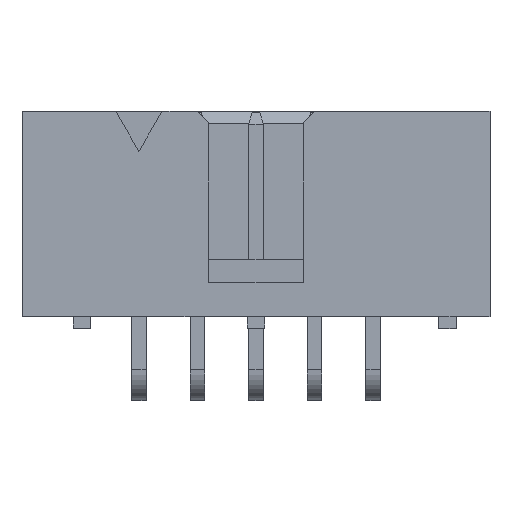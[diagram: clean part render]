
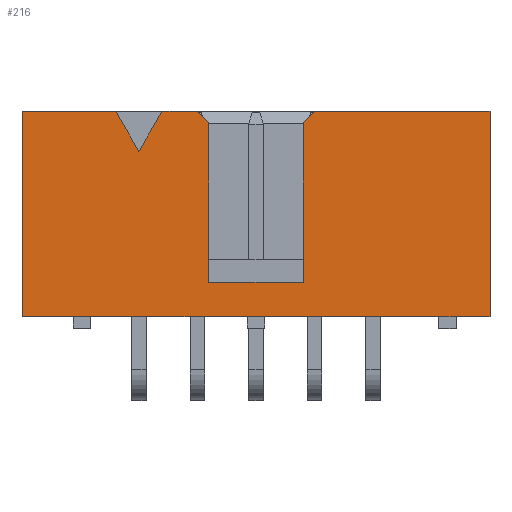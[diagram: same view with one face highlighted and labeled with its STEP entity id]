
A CAD part, top view. The second image highlights one B-rep face of the part: STEP entity #216.
In plain terms, the highlighted planar face has unit normal (0, 0, 1).
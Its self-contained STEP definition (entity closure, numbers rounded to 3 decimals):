
#36 = EDGE_CURVE('',#37,#39,#41,.T.);
#37 = VERTEX_POINT('',#38);
#38 = CARTESIAN_POINT('',(2.55,8.9,8.9));
#39 = VERTEX_POINT('',#40);
#40 = CARTESIAN_POINT('',(10.15,8.9,8.9));
#41 = LINE('',#42,#43);
#42 = CARTESIAN_POINT('',(-10.15,8.9,8.9));
#43 = VECTOR('',#44,1.);
#44 = DIRECTION('',(1.,0.,0.));
#111 = VERTEX_POINT('',#112);
#112 = CARTESIAN_POINT('',(-10.15,8.9,8.9));
#118 = EDGE_CURVE('',#111,#119,#121,.T.);
#119 = VERTEX_POINT('',#120);
#120 = CARTESIAN_POINT('',(-6.08,8.9,8.9));
#121 = LINE('',#122,#123);
#122 = CARTESIAN_POINT('',(-10.15,8.9,8.9));
#123 = VECTOR('',#124,1.);
#124 = DIRECTION('',(1.,0.,0.));
#143 = VERTEX_POINT('',#144);
#144 = CARTESIAN_POINT('',(-4.08,8.9,8.9));
#150 = EDGE_CURVE('',#143,#151,#153,.T.);
#151 = VERTEX_POINT('',#152);
#152 = CARTESIAN_POINT('',(-2.55,8.9,8.9));
#153 = LINE('',#154,#155);
#154 = CARTESIAN_POINT('',(-10.15,8.9,8.9));
#155 = VECTOR('',#156,1.);
#156 = DIRECTION('',(1.,0.,0.));
#216 = ADVANCED_FACE('',(#217),#344,.F.);
#217 = FACE_BOUND('',#218,.F.);
#218 = EDGE_LOOP('',(#219,#220,#228,#236,#244,#252,#260,#268,#276,#284,
    #290,#291,#299,#305,#306,#314,#322,#330,#338));
#219 = ORIENTED_EDGE('',*,*,#36,.T.);
#220 = ORIENTED_EDGE('',*,*,#221,.T.);
#221 = EDGE_CURVE('',#39,#222,#224,.T.);
#222 = VERTEX_POINT('',#223);
#223 = CARTESIAN_POINT('',(10.15,0.,8.9));
#224 = LINE('',#225,#226);
#225 = CARTESIAN_POINT('',(10.15,8.9,8.9));
#226 = VECTOR('',#227,1.);
#227 = DIRECTION('',(0.,-1.,0.));
#228 = ORIENTED_EDGE('',*,*,#229,.T.);
#229 = EDGE_CURVE('',#222,#230,#232,.T.);
#230 = VERTEX_POINT('',#231);
#231 = CARTESIAN_POINT('',(8.68,0.,8.9));
#232 = LINE('',#233,#234);
#233 = CARTESIAN_POINT('',(10.15,0.,8.9));
#234 = VECTOR('',#235,1.);
#235 = DIRECTION('',(-1.,0.,0.));
#236 = ORIENTED_EDGE('',*,*,#237,.T.);
#237 = EDGE_CURVE('',#230,#238,#240,.T.);
#238 = VERTEX_POINT('',#239);
#239 = CARTESIAN_POINT('',(7.93,0.,8.9));
#240 = LINE('',#241,#242);
#241 = CARTESIAN_POINT('',(10.15,0.,8.9));
#242 = VECTOR('',#243,1.);
#243 = DIRECTION('',(-1.,0.,0.));
#244 = ORIENTED_EDGE('',*,*,#245,.T.);
#245 = EDGE_CURVE('',#238,#246,#248,.T.);
#246 = VERTEX_POINT('',#247);
#247 = CARTESIAN_POINT('',(0.375,0.,8.9));
#248 = LINE('',#249,#250);
#249 = CARTESIAN_POINT('',(10.15,0.,8.9));
#250 = VECTOR('',#251,1.);
#251 = DIRECTION('',(-1.,0.,0.));
#252 = ORIENTED_EDGE('',*,*,#253,.T.);
#253 = EDGE_CURVE('',#246,#254,#256,.T.);
#254 = VERTEX_POINT('',#255);
#255 = CARTESIAN_POINT('',(-0.375,0.,8.9));
#256 = LINE('',#257,#258);
#257 = CARTESIAN_POINT('',(10.15,0.,8.9));
#258 = VECTOR('',#259,1.);
#259 = DIRECTION('',(-1.,0.,0.));
#260 = ORIENTED_EDGE('',*,*,#261,.T.);
#261 = EDGE_CURVE('',#254,#262,#264,.T.);
#262 = VERTEX_POINT('',#263);
#263 = CARTESIAN_POINT('',(-7.18,0.,8.9));
#264 = LINE('',#265,#266);
#265 = CARTESIAN_POINT('',(10.15,0.,8.9));
#266 = VECTOR('',#267,1.);
#267 = DIRECTION('',(-1.,0.,0.));
#268 = ORIENTED_EDGE('',*,*,#269,.T.);
#269 = EDGE_CURVE('',#262,#270,#272,.T.);
#270 = VERTEX_POINT('',#271);
#271 = CARTESIAN_POINT('',(-7.93,0.,8.9));
#272 = LINE('',#273,#274);
#273 = CARTESIAN_POINT('',(10.15,0.,8.9));
#274 = VECTOR('',#275,1.);
#275 = DIRECTION('',(-1.,0.,0.));
#276 = ORIENTED_EDGE('',*,*,#277,.T.);
#277 = EDGE_CURVE('',#270,#278,#280,.T.);
#278 = VERTEX_POINT('',#279);
#279 = CARTESIAN_POINT('',(-10.15,0.,8.9));
#280 = LINE('',#281,#282);
#281 = CARTESIAN_POINT('',(10.15,0.,8.9));
#282 = VECTOR('',#283,1.);
#283 = DIRECTION('',(-1.,0.,0.));
#284 = ORIENTED_EDGE('',*,*,#285,.T.);
#285 = EDGE_CURVE('',#278,#111,#286,.T.);
#286 = LINE('',#287,#288);
#287 = CARTESIAN_POINT('',(-10.15,0.,8.9));
#288 = VECTOR('',#289,1.);
#289 = DIRECTION('',(0.,1.,0.));
#290 = ORIENTED_EDGE('',*,*,#118,.T.);
#291 = ORIENTED_EDGE('',*,*,#292,.F.);
#292 = EDGE_CURVE('',#293,#119,#295,.T.);
#293 = VERTEX_POINT('',#294);
#294 = CARTESIAN_POINT('',(-5.08,7.168,8.9));
#295 = LINE('',#296,#297);
#296 = CARTESIAN_POINT('',(-5.08,7.168,8.9));
#297 = VECTOR('',#298,1.);
#298 = DIRECTION('',(-0.5,0.866,0.));
#299 = ORIENTED_EDGE('',*,*,#300,.F.);
#300 = EDGE_CURVE('',#143,#293,#301,.T.);
#301 = LINE('',#302,#303);
#302 = CARTESIAN_POINT('',(-4.08,8.9,8.9));
#303 = VECTOR('',#304,1.);
#304 = DIRECTION('',(-0.5,-0.866,0.));
#305 = ORIENTED_EDGE('',*,*,#150,.T.);
#306 = ORIENTED_EDGE('',*,*,#307,.T.);
#307 = EDGE_CURVE('',#151,#308,#310,.T.);
#308 = VERTEX_POINT('',#309);
#309 = CARTESIAN_POINT('',(-2.05,8.4,8.9));
#310 = LINE('',#311,#312);
#311 = CARTESIAN_POINT('',(-0.675,7.025,8.9));
#312 = VECTOR('',#313,1.);
#313 = DIRECTION('',(0.707,-0.707,0.));
#314 = ORIENTED_EDGE('',*,*,#315,.F.);
#315 = EDGE_CURVE('',#316,#308,#318,.T.);
#316 = VERTEX_POINT('',#317);
#317 = CARTESIAN_POINT('',(-2.05,1.5,8.9));
#318 = LINE('',#319,#320);
#319 = CARTESIAN_POINT('',(-2.05,1.5,8.9));
#320 = VECTOR('',#321,1.);
#321 = DIRECTION('',(0.,1.,0.));
#322 = ORIENTED_EDGE('',*,*,#323,.F.);
#323 = EDGE_CURVE('',#324,#316,#326,.T.);
#324 = VERTEX_POINT('',#325);
#325 = CARTESIAN_POINT('',(2.05,1.5,8.9));
#326 = LINE('',#327,#328);
#327 = CARTESIAN_POINT('',(2.05,1.5,8.9));
#328 = VECTOR('',#329,1.);
#329 = DIRECTION('',(-1.,0.,0.));
#330 = ORIENTED_EDGE('',*,*,#331,.F.);
#331 = EDGE_CURVE('',#332,#324,#334,.T.);
#332 = VERTEX_POINT('',#333);
#333 = CARTESIAN_POINT('',(2.05,8.4,8.9));
#334 = LINE('',#335,#336);
#335 = CARTESIAN_POINT('',(2.05,8.9,8.9));
#336 = VECTOR('',#337,1.);
#337 = DIRECTION('',(0.,-1.,0.));
#338 = ORIENTED_EDGE('',*,*,#339,.F.);
#339 = EDGE_CURVE('',#37,#332,#340,.T.);
#340 = LINE('',#341,#342);
#341 = CARTESIAN_POINT('',(0.675,7.025,8.9));
#342 = VECTOR('',#343,1.);
#343 = DIRECTION('',(-0.707,-0.707,0.));
#344 = PLANE('',#345);
#345 = AXIS2_PLACEMENT_3D('',#346,#347,#348);
#346 = CARTESIAN_POINT('',(0.,4.45,8.9));
#347 = DIRECTION('',(-0.,-0.,-1.));
#348 = DIRECTION('',(-1.,0.,0.));
